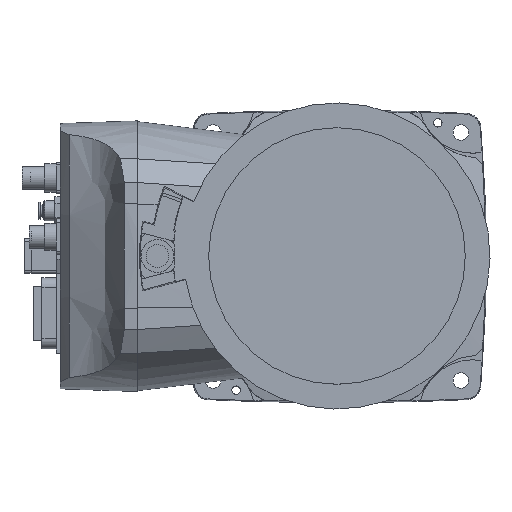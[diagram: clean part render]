
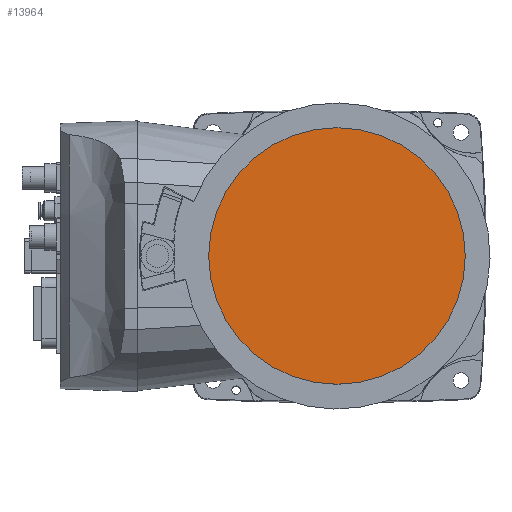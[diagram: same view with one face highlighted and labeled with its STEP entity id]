
A CAD part, top view. The second image highlights one B-rep face of the part: STEP entity #13964.
In plain terms, the highlighted planar face has unit normal (0, 0, 1).
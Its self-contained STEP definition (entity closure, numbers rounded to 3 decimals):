
#13719 = EDGE_CURVE('',#13720,#13722,#13724,.T.);
#13720 = VERTEX_POINT('',#13721);
#13721 = CARTESIAN_POINT('',(-90.,0.,224.));
#13722 = VERTEX_POINT('',#13723);
#13723 = CARTESIAN_POINT('',(90.,0.,224.));
#13724 = SURFACE_CURVE('',#13725,(#13730,#13742),.PCURVE_S1.);
#13725 = CIRCLE('',#13726,90.);
#13726 = AXIS2_PLACEMENT_3D('',#13727,#13728,#13729);
#13727 = CARTESIAN_POINT('',(0.,0.,224.));
#13728 = DIRECTION('',(0.,0.,1.));
#13729 = DIRECTION('',(1.,0.,-0.));
#13730 = PCURVE('',#13731,#13736);
#13731 = CYLINDRICAL_SURFACE('',#13732,90.);
#13732 = AXIS2_PLACEMENT_3D('',#13733,#13734,#13735);
#13733 = CARTESIAN_POINT('',(0.,0.,0.));
#13734 = DIRECTION('',(0.,0.,1.));
#13735 = DIRECTION('',(1.,0.,-0.));
#13736 = DEFINITIONAL_REPRESENTATION('',(#13737),#13741);
#13737 = LINE('',#13738,#13739);
#13738 = CARTESIAN_POINT('',(-6.283,224.));
#13739 = VECTOR('',#13740,1.);
#13740 = DIRECTION('',(1.,0.));
#13741 = ( GEOMETRIC_REPRESENTATION_CONTEXT(2) 
PARAMETRIC_REPRESENTATION_CONTEXT() REPRESENTATION_CONTEXT('2D SPACE',''
  ) );
#13742 = PCURVE('',#13743,#13748);
#13743 = PLANE('',#13744);
#13744 = AXIS2_PLACEMENT_3D('',#13745,#13746,#13747);
#13745 = CARTESIAN_POINT('',(0.,0.,224.));
#13746 = DIRECTION('',(0.,0.,1.));
#13747 = DIRECTION('',(1.,0.,-0.));
#13748 = DEFINITIONAL_REPRESENTATION('',(#13749),#13753);
#13749 = CIRCLE('',#13750,90.);
#13750 = AXIS2_PLACEMENT_2D('',#13751,#13752);
#13751 = CARTESIAN_POINT('',(0.,0.));
#13752 = DIRECTION('',(1.,0.));
#13753 = ( GEOMETRIC_REPRESENTATION_CONTEXT(2) 
PARAMETRIC_REPRESENTATION_CONTEXT() REPRESENTATION_CONTEXT('2D SPACE',''
  ) );
#13801 = EDGE_CURVE('',#13722,#13720,#13802,.T.);
#13802 = SURFACE_CURVE('',#13803,(#13808,#13815),.PCURVE_S1.);
#13803 = CIRCLE('',#13804,90.);
#13804 = AXIS2_PLACEMENT_3D('',#13805,#13806,#13807);
#13805 = CARTESIAN_POINT('',(0.,0.,224.));
#13806 = DIRECTION('',(0.,0.,1.));
#13807 = DIRECTION('',(1.,0.,-0.));
#13808 = PCURVE('',#13731,#13809);
#13809 = DEFINITIONAL_REPRESENTATION('',(#13810),#13814);
#13810 = LINE('',#13811,#13812);
#13811 = CARTESIAN_POINT('',(0.,224.));
#13812 = VECTOR('',#13813,1.);
#13813 = DIRECTION('',(1.,0.));
#13814 = ( GEOMETRIC_REPRESENTATION_CONTEXT(2) 
PARAMETRIC_REPRESENTATION_CONTEXT() REPRESENTATION_CONTEXT('2D SPACE',''
  ) );
#13815 = PCURVE('',#13743,#13816);
#13816 = DEFINITIONAL_REPRESENTATION('',(#13817),#13821);
#13817 = CIRCLE('',#13818,90.);
#13818 = AXIS2_PLACEMENT_2D('',#13819,#13820);
#13819 = CARTESIAN_POINT('',(0.,0.));
#13820 = DIRECTION('',(1.,0.));
#13821 = ( GEOMETRIC_REPRESENTATION_CONTEXT(2) 
PARAMETRIC_REPRESENTATION_CONTEXT() REPRESENTATION_CONTEXT('2D SPACE',''
  ) );
#13964 = ADVANCED_FACE('',(#13965),#13743,.T.);
#13965 = FACE_BOUND('',#13966,.T.);
#13966 = EDGE_LOOP('',(#13967,#13968));
#13967 = ORIENTED_EDGE('',*,*,#13719,.T.);
#13968 = ORIENTED_EDGE('',*,*,#13801,.T.);
